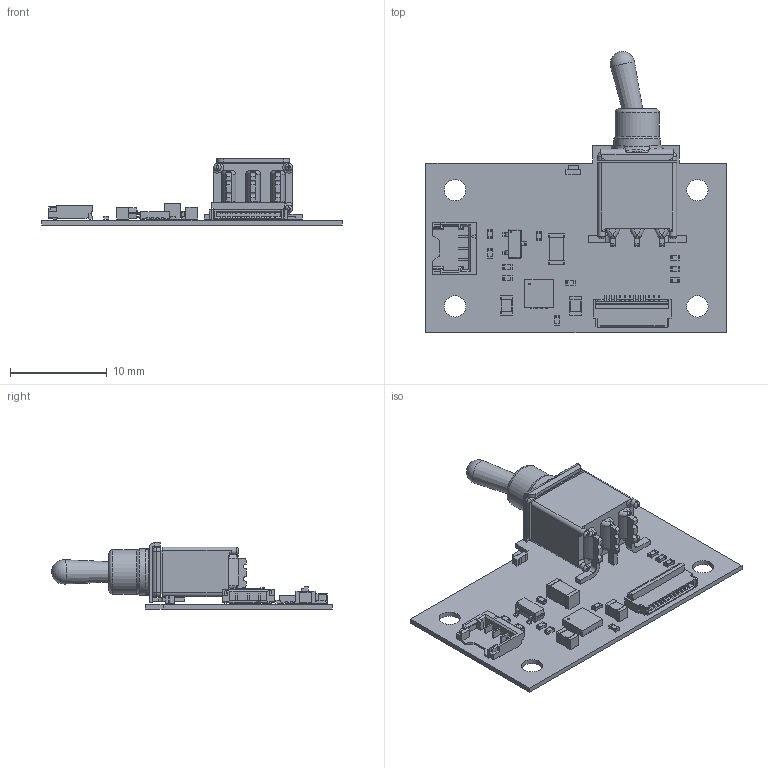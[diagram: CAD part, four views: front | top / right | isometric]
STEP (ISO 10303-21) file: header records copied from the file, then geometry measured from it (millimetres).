
FILE_DESCRIPTION(('KiCad electronic assembly'),'2;1');
FILE_NAME('power_switch.step','2025-09-25T11:20:58',('Pcbnew'),('Kicad') ,'Open CASCADE STEP processor 7.9','KiCad to STEP converter','Unknown' );
FILE_SCHEMA(('AUTOMOTIVE_DESIGN { 1 0 10303 214 1 1 1 1 }'));
Length unit declared in the file: millimetre
Products named in the file (20): power_switch 1; FFC2B28-12-G; FFC2B28-12-G_D; FFC2B28-12-G_H; FFC2B28-G_P; FFC2B28-12-G_C; FFC2B28_SP; WQFN-16-1EP_3x3mm_P0.5mm_EP1.6x1.6mm; R_0402_1005Metric; Molex-Pico-EZmate-3pin; Download_STEP_155060xx75300 (rev1); Body; Pins; Dome; C_0805_2012Metric; C_1206_3216Metric; ET01MD1SAPE; ET01MD1SAPE_PART1; SOT-23; power_switch_PCB
Assembly tree (41 placements, depth 3):
  power_switch 1
    FFC2B28-12-G
      FFC2B28-12-G_D
      FFC2B28-12-G_H
      FFC2B28-G_P  x12
      FFC2B28-12-G_C
      FFC2B28_SP  x2
    WQFN-16-1EP_3x3mm_P0.5mm_EP1.6x1.6mm
    R_0402_1005Metric  x10
    Molex-Pico-EZmate-3pin
    Download_STEP_155060xx75300 (rev1)
      Body
      Pins
      Dome
    C_0805_2012Metric  x2
    C_1206_3216Metric
    ET01MD1SAPE
      ET01MD1SAPE_PART1
    SOT-23
    power_switch_PCB
Bounding box: 30.96 x 28.99 x 6.84 mm (x, y, z)
Volume: 665.2 mm3; surface area: 2522 mm2
Topology: 40 solids, 40 shells, 2142 faces, 5998 edges, 3905 vertices
Faces by surface type: plane 1596, cylinder 436, bspline 58, torus 27, sphere 21, cone 4
Full cylindrical faces by diameter (mm): 0.2 x1, 0.762 x4, 1 x2, 1.295 x1, 2.2 x4, 3.226 x1, 4.572 x1, 4.801 x1
Entity records: 52368 total; most frequent: CARTESIAN_POINT 10539, ORIENTED_EDGE 8050, DIRECTION 7258, EDGE_CURVE 4025, LINE 3192, VECTOR 3192, VERTEX_POINT 2602, AXIS2_PLACEMENT_3D 2033
